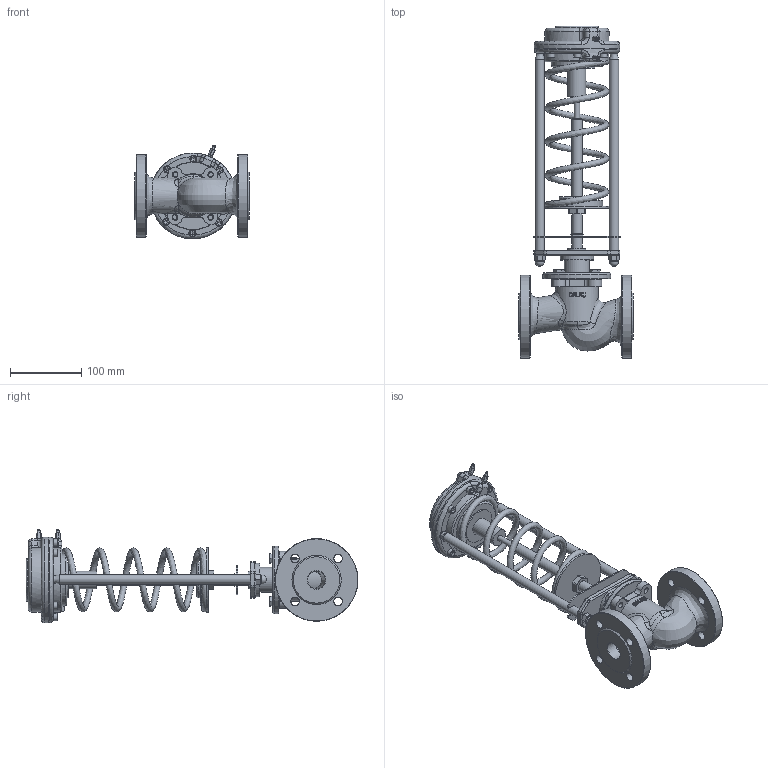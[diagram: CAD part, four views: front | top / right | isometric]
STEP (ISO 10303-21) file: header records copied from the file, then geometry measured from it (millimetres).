
FILE_DESCRIPTION(/* description */ (''),/* implementation_level */ '2;1');
FILE_NAME(/* name */ 'DN25_3D_STEP.stp',/* time_stamp */ '2024-04-24T18:23:01+03:00',/* author */ ('igorr'),/* organization */ (''),/* preprocessor_version */ 'ST-DEVELOPER v19.2',/* originating_system */ 'Autodesk Inventor 2023',/* authorisation */ '');
FILE_SCHEMA (('AUTOMOTIVE_DESIGN { 1 0 10303 214 3 1 1 }'));
Length unit declared in the file: millimetre
Products named in the file (6): Сборка; Деталь2; Деталь1; AS 1110 - M8 x 12; CNS 4473 - M 8; AS 1420 - 1973 - M6 x 16
Assembly tree (16 placements, depth 2):
  Сборка
    Деталь2
    Деталь1
    AS 1110 - M8 x 12  x4
    CNS 4473 - M 8  x2
    AS 1420 - 1973 - M6 x 16  x8
Bounding box: 160 x 465 x 131.02 mm (x, y, z)
Volume: 1472445.3 mm3; surface area: 289832.3 mm2
Topology: 16 solids, 16 shells, 678 faces, 1641 edges, 1038 vertices
Faces by surface type: plane 293, cylinder 186, cone 86, torus 54, bspline 53, sphere 6
Full cylindrical faces by diameter (mm): 1 x2, 4 x2, 4.5 x10, 5 x2, 6 x8, 6.1 x8, 6.647 x2, 6.657 x1, 8 x13, 10 x8, 12 x8, 12.5 x2, 13 x4, 13.042 x2, 13.267 x2, 15 x3, 25 x4, 35 x1, 46.734 x1, 50 x2, 60 x3, 72 x2, 90 x1, 95 x1, 116 x2, 120 x2
Entity records: 21479 total; most frequent: CARTESIAN_POINT 9377, DIRECTION 2401, ORIENTED_EDGE 2350, EDGE_CURVE 1175, AXIS2_PLACEMENT_3D 970, VERTEX_POINT 747, EDGE_LOOP 584, CIRCLE 509
